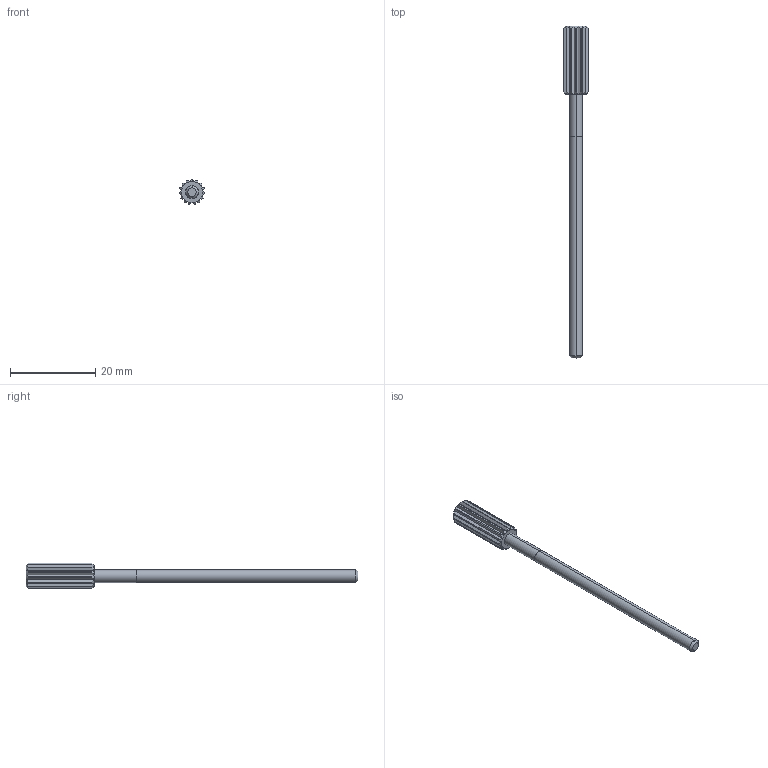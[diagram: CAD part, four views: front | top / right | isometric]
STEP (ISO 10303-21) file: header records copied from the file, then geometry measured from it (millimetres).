
FILE_DESCRIPTION (( 'STEP AP203' ), '1' );
FILE_NAME ('1680 Print Head Thumb Screw 62mm.STEP', '2014-07-29T14:54:36', ( '' ), ( '' ), 'SwSTEP 2.0', 'SolidWorks 2014', '' );
FILE_SCHEMA (( 'CONFIG_CONTROL_DESIGN' ));
Length unit declared in the file: millimetre
Products named in the file (1): 1680 Print Head Thumb Screw 62mm
Bounding box: 5.99 x 78 x 5.96 mm (x, y, z)
Volume: 827 mm3; surface area: 1006.9 mm2
Topology: 1 solids, 1 shells, 86 faces, 184 edges, 102 vertices
Faces by surface type: plane 34, cone 33, cylinder 19
Entity records: 2401 total; most frequent: CARTESIAN_POINT 553, DIRECTION 370, ORIENTED_EDGE 368, EDGE_CURVE 184, AXIS2_PLACEMENT_3D 159, VERTEX_POINT 102, EDGE_LOOP 88, ADVANCED_FACE 86
